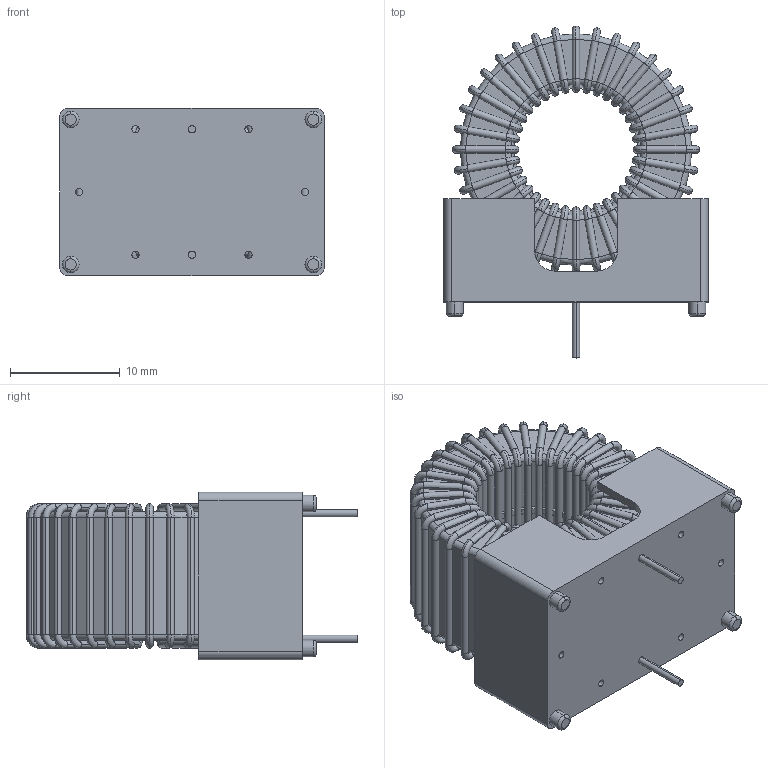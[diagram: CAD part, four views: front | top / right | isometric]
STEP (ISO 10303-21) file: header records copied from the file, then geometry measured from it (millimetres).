
FILE_DESCRIPTION (( 'STEP AP214' ), '1' );
FILE_NAME ('FIT80-1.STEP', '2014-01-16T03:17:06', ( '' ), ( '' ), 'SwSTEP 2.0', 'SolidWorks 2013', '' );
FILE_SCHEMA (( 'AUTOMOTIVE_DESIGN' ));
Length unit declared in the file: inch
Products named in the file (1): FIT80-1
Bounding box: 24.13 x 30.23 x 15.24 mm (x, y, z)
Volume: 3925.1 mm3; surface area: 6153.1 mm2
Topology: 1 solids, 1 shells, 896 faces, 2754 edges, 1820 vertices
Faces by surface type: cylinder 362, torus 304, plane 181, bspline 49
Entity records: 38774 total; most frequent: CARTESIAN_POINT 8568, DIRECTION 6086, ORIENTED_EDGE 5508, EDGE_CURVE 2754, AXIS2_PLACEMENT_3D 2582, VERTEX_POINT 1820, CIRCLE 1734, EDGE_LOOP 944
